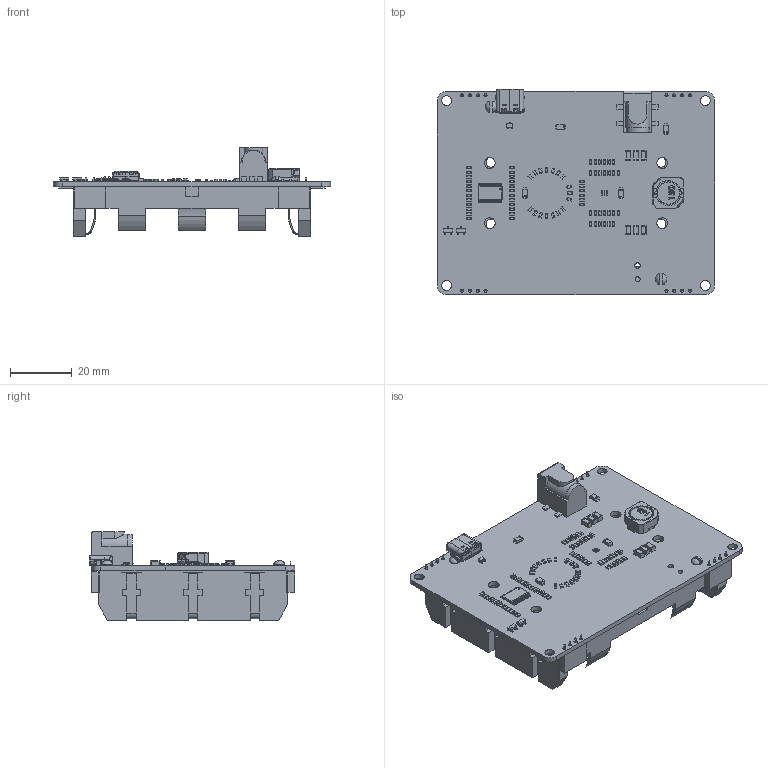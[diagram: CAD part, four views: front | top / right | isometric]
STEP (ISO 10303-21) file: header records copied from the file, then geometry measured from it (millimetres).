
FILE_DESCRIPTION(('KiCad electronic assembly'),'2;1');
FILE_NAME('Power.step','2024-04-03T17:43:54',('Pcbnew'),('Kicad'), 'Open CASCADE STEP processor 7.7','KiCad to STEP converter','Unknown' );
FILE_SCHEMA(('AUTOMOTIVE_DESIGN { 1 0 10303 214 1 1 1 1 }'));
Length unit declared in the file: millimetre
Products named in the file (28): Power 1; R_0603_1608Metric; C_1206_3216Metric; C_0603_1608Metric; Nexperia_CFP3_SOD-123W; CQ assembly; USB_C_Receptacle_GCT_USB4105-xx-A_16P_TopMnt_Horizontal; USB_C_Receptacle_16P_TopMnt_Horizontal_GCT_USB4105-xx-A; WURTH_7447713150; LED_0603_1608Metric; SOT-323_SC-70; SOT_323_SC_70; SOT-23; SOT_23; TSSOP-24_4.4x7.8mm_P0.65mm; TSSOP_24_44x78mm_P065mm; BarrelJackSMD v3; Hold_18650-3p_smd; PinSocket_1x04_P2.54mm_Vertical; PinSocket_1x04_P254mm_Vertical; _autosave-Power_PCB
Assembly tree (111 placements, depth 3):
  Power 1
    R_0603_1608Metric  x43
      R_0603_1608Metric
    C_1206_3216Metric  x6
      C_1206_3216Metric
    C_0603_1608Metric  x29
      C_0603_1608Metric
    Nexperia_CFP3_SOD-123W  x4
      CQ assembly
    USB_C_Receptacle_GCT_USB4105-xx-A_16P_TopMnt_Horizontal
      USB_C_Receptacle_16P_TopMnt_Horizontal_GCT_USB4105-xx-A
    WURTH_7447713150
      WURTH_7447713150
    LED_0603_1608Metric  x3
      LED_0603_1608Metric
    SOT-323_SC-70
      SOT_323_SC_70
    SOT-23  x2
      SOT_23
    TSSOP-24_4.4x7.8mm_P0.65mm
      TSSOP_24_44x78mm_P065mm
    BarrelJackSMD v3
      BarrelJackSMD v3
    Hold_18650-3p_smd
      Hold_18650-3p_smd
    PinSocket_1x04_P2.54mm_Vertical  x4
      PinSocket_1x04_P254mm_Vertical
    _autosave-Power_PCB
Bounding box: 90 x 66.67 x 28.7 mm (x, y, z)
Volume: 26955.6 mm3; surface area: 33489.8 mm2
Topology: 154 solids, 154 shells, 5064 faces, 12972 edges, 8342 vertices
Faces by surface type: plane 3494, cylinder 1198, bspline 357, cone 10, revolution 5
Full cylindrical faces by diameter (mm): 0.3 x9, 0.5 x3, 0.65 x2, 1 x16, 1.35 x2, 1.6 x4, 1.8 x2, 3.2 x8, 3.5 x4, 6.6 x1
Entity records: 83310 total; most frequent: CARTESIAN_POINT 15871, ORIENTED_EDGE 12056, DIRECTION 10655, EDGE_CURVE 6028, LINE 4450, VECTOR 4450, VERTEX_POINT 3816, AXIS2_PLACEMENT_3D 3100
